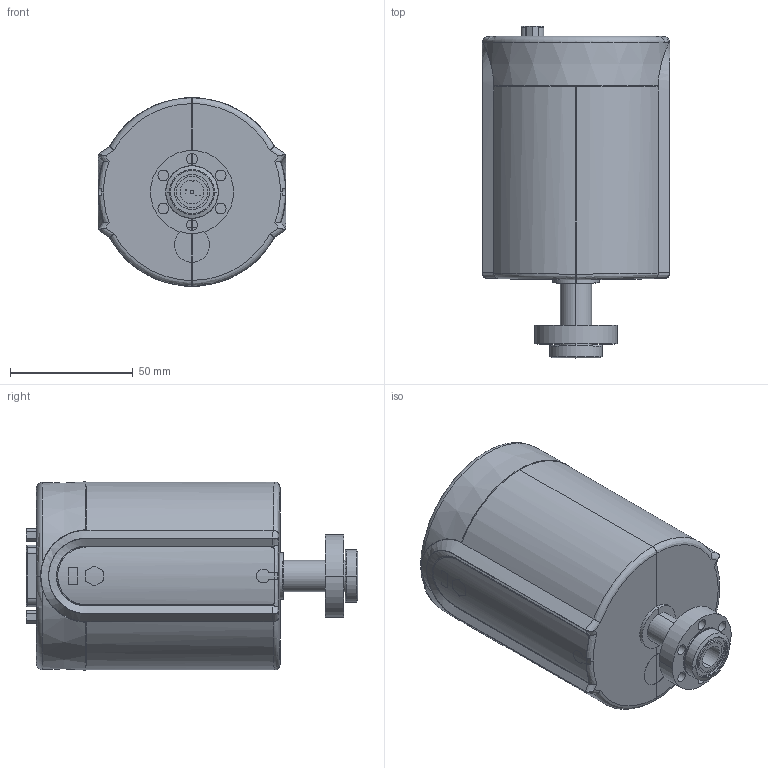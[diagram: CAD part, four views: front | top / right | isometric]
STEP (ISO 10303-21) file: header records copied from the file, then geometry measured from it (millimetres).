
FILE_DESCRIPTION (( 'STEP AP203' ), '1' );
FILE_NAME ('AA02A-FITTING HA-1.33IN CONFLATE, ROTATABLE.STEP', '2013-06-28T15:36:09', ( '' ), ( '' ), 'SwSTEP 2.0', 'SolidWorks 2012', '' );
FILE_SCHEMA (( 'CONFIG_CONTROL_DESIGN' ));
Length unit declared in the file: inch
Products named in the file (1): AA02A-FITTING HA-1.33IN CONFLATE, ROTATABLE
Bounding box: 76.45 x 134.99 x 76.58 mm (x, y, z)
Surface area: 55814 mm2 (no closed solid volume)
Topology: 0 solids, 22 shells, 289 faces, 1679 edges, 1384 vertices
Faces by surface type: cylinder 127, plane 69, bspline 40, sphere 30, cone 16, torus 7
Entity records: 23126 total; most frequent: CARTESIAN_POINT 10062, DIRECTION 2796, ORIENTED_EDGE 2210, EDGE_CURVE 1615, VERTEX_POINT 1354, AXIS2_PLACEMENT_3D 1235, CIRCLE 985, EDGE_LOOP 652
